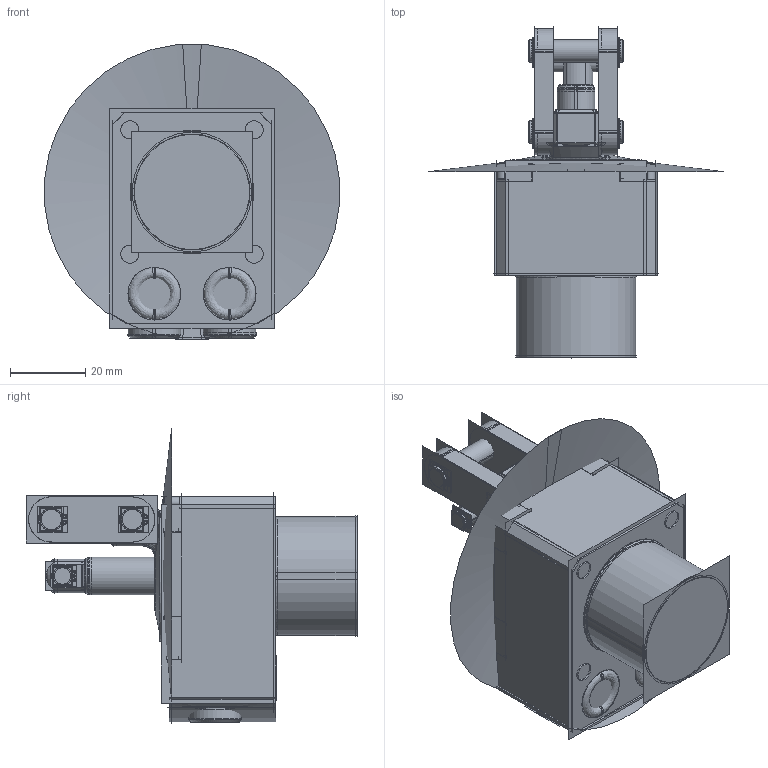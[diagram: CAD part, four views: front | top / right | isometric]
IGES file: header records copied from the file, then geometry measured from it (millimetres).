
Start section:  PTC IGES file: ilcmv41621200.igs
Global section: file name: ilcmv41621200.igs; native system: Creo Parametric by Parametric Technology Corporation; preprocessor: 2013320; author: ngp; organization: Unknown; date: 20181106.144406; units: millimetre
Bounding box: 78.3 x 88.07 x 78.44 mm (x, y, z)
Surface area: 59533.5 mm2 (no closed solid volume)
Topology: 0 solids, 0 shells, 794 faces, 9900 edges, 12127 vertices
Faces by surface type: revolution 502, bspline 292
